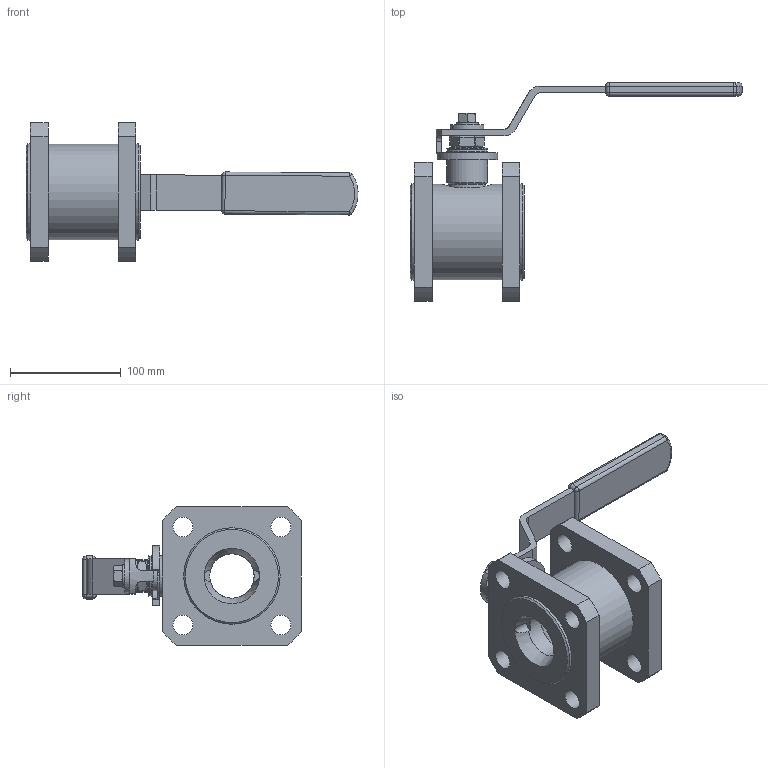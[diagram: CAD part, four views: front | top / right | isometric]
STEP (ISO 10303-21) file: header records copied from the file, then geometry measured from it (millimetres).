
FILE_DESCRIPTION(('STEP AP203'), '1');
FILE_NAME('扰鳧 _ 埡39.010.050.300', '', ('UNSPECIFIED'), ('UNSPECIFIED'), 'ASCON STEP Converter 1.3', 'ASCON Math Kernel', '');
FILE_SCHEMA(('CONFIG_CONTROL_DESIGN'));
Length unit declared in the file: millimetre
Products named in the file (1): 埡39.010.050.300 
Bounding box: 299.4 x 197.02 x 125 mm (x, y, z)
Volume: 774032.8 mm3; surface area: 167011.5 mm2
Topology: 3 solids, 3 shells, 237 faces, 569 edges, 343 vertices
Faces by surface type: plane 114, cylinder 75, cone 32, sphere 10, torus 6
Full cylindrical faces by diameter (mm): 8.376 x1, 18 x9, 19 x1, 20 x1, 26.5 x1, 27 x2, 30 x1, 34 x1, 37 x1, 40 x2, 52 x2, 53 x2, 70 x1, 72.9 x2, 86 x1, 87 x2
Entity records: 10758 total; most frequent: CARTESIAN_POINT 3486, DIRECTION 1140, ORIENTED_EDGE 994, EDGE_CURVE 497, AXIS2_PLACEMENT_3D 465, VERTEX_POINT 343, EDGE_LOOP 342, COLOUR_RGB 240
